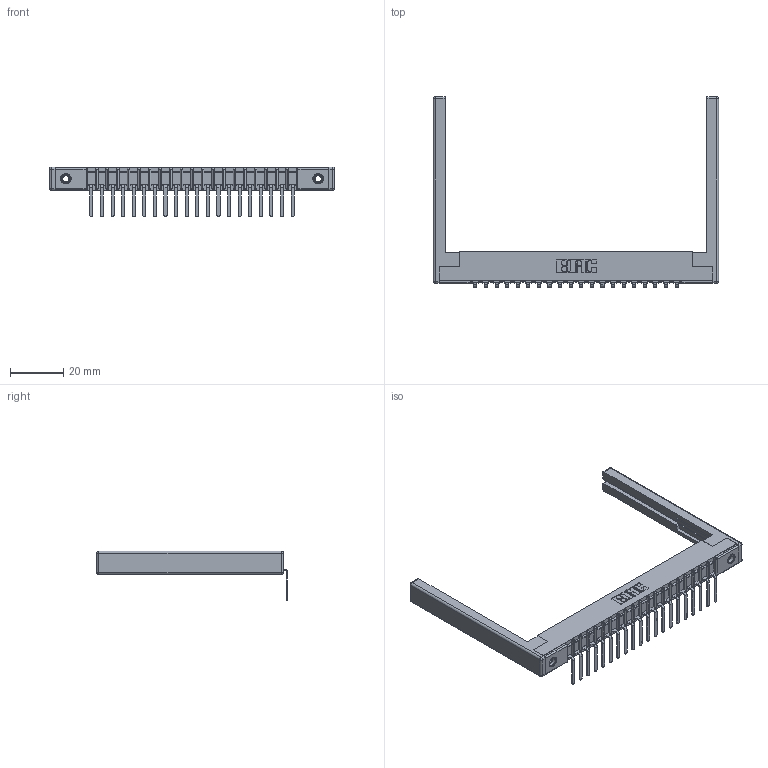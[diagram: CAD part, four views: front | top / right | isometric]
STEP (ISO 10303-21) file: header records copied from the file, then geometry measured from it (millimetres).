
FILE_DESCRIPTION (( 'STEP AP203' ), '1' );
FILE_NAME ('357-020-457-168.STEP', '2020-10-01T05:03:23', ( '' ), ( '' ), 'SwSTEP 2.0', 'SolidWorks 2020', '' );
FILE_SCHEMA (( 'CONFIG_CONTROL_DESIGN' ));
Length unit declared in the file: inch
Products named in the file (5): 307-290-002_557; 307-220-068; 307 Part_.156 Dia Mounting Holes; 345-250-001_345-250-001-102; 357-020-457-168
Assembly tree (25 placements, depth 2):
  357-020-457-168
    307 Part_.156 Dia Mounting Holes
    307-290-002_557  x20
    307-220-068  x2
    345-250-001_345-250-001-102  x2
Bounding box: 106.68 x 71.29 x 18.67 mm (x, y, z)
Volume: 11654.5 mm3; surface area: 17145.1 mm2
Topology: 25 solids, 25 shells, 1853 faces, 5593 edges, 3650 vertices
Faces by surface type: plane 1098, cylinder 689, sphere 50, cone 12, torus 4
Entity records: 23471 total; most frequent: CARTESIAN_POINT 3921, ORIENTED_EDGE 3900, DIRECTION 3838, EDGE_CURVE 1950, VECTOR 1480, LINE 1480, VERTEX_POINT 1262, AXIS2_PLACEMENT_3D 1179
